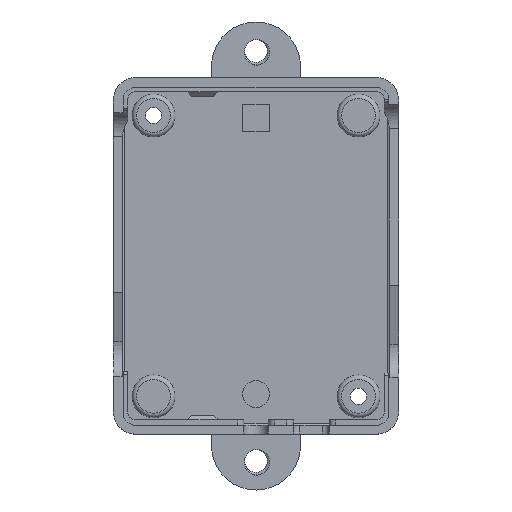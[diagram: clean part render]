
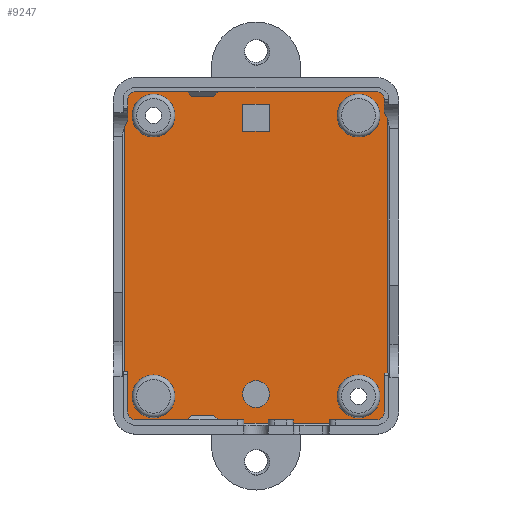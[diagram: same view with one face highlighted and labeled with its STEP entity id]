
A CAD part, top view. The second image highlights one B-rep face of the part: STEP entity #9247.
In plain terms, the highlighted planar face has unit normal (0, 0, 1).
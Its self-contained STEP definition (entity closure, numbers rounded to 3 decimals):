
#68=FACE_BOUND('',#1513,.T.);
#69=FACE_BOUND('',#1514,.T.);
#70=FACE_BOUND('',#1515,.T.);
#71=FACE_BOUND('',#1516,.T.);
#72=FACE_BOUND('',#1517,.T.);
#73=FACE_BOUND('',#1518,.T.);
#493=PLANE('',#9623);
#985=FACE_OUTER_BOUND('',#1512,.T.);
#1512=EDGE_LOOP('',(#8643,#8644,#8645,#8646,#8647,#8648,#8649,#8650));
#1513=EDGE_LOOP('',(#8651,#8652,#8653,#8654));
#1514=EDGE_LOOP('',(#8655));
#1515=EDGE_LOOP('',(#8656));
#1516=EDGE_LOOP('',(#8657));
#1517=EDGE_LOOP('',(#8658));
#1518=EDGE_LOOP('',(#8659));
#1543=CIRCLE('',#9316,3.);
#1577=CIRCLE('',#9443,4.8);
#1582=CIRCLE('',#9451,4.8);
#1588=CIRCLE('',#9460,4.8);
#1594=CIRCLE('',#9469,4.8);
#1657=CIRCLE('',#9624,2.5);
#1658=CIRCLE('',#9625,2.5);
#1659=CIRCLE('',#9626,2.5);
#1660=CIRCLE('',#9627,2.5);
#2297=LINE('',#13214,#2966);
#2301=LINE('',#13222,#2970);
#2304=LINE('',#13228,#2973);
#2307=LINE('',#13233,#2976);
#2689=LINE('',#19851,#3358);
#2696=LINE('',#19879,#3365);
#2914=LINE('',#21303,#3583);
#2915=LINE('',#21308,#3584);
#2966=VECTOR('',#9775,10.);
#2970=VECTOR('',#9781,10.);
#2973=VECTOR('',#9786,10.);
#2976=VECTOR('',#9791,10.);
#3358=VECTOR('',#10347,10.);
#3365=VECTOR('',#10380,10.);
#3583=VECTOR('',#11022,10.);
#3584=VECTOR('',#11027,10.);
#3666=VERTEX_POINT('',#13212);
#3667=VERTEX_POINT('',#13213);
#3670=VERTEX_POINT('',#13221);
#3672=VERTEX_POINT('',#13227);
#3675=VERTEX_POINT('',#13239);
#4292=VERTEX_POINT('',#19848);
#4293=VERTEX_POINT('',#19850);
#4300=VERTEX_POINT('',#19877);
#4301=VERTEX_POINT('',#19878);
#4382=VERTEX_POINT('',#20834);
#4386=VERTEX_POINT('',#20847);
#4391=VERTEX_POINT('',#20862);
#4396=VERTEX_POINT('',#20877);
#4503=VERTEX_POINT('',#21300);
#4504=VERTEX_POINT('',#21302);
#4505=VERTEX_POINT('',#21305);
#4506=VERTEX_POINT('',#21307);
#4606=EDGE_CURVE('',#3666,#3667,#2297,.T.);
#4610=EDGE_CURVE('',#3667,#3670,#2301,.T.);
#4613=EDGE_CURVE('',#3670,#3672,#2304,.T.);
#4616=EDGE_CURVE('',#3672,#3666,#2307,.T.);
#4620=EDGE_CURVE('',#3675,#3675,#1543,.T.);
#5513=EDGE_CURVE('',#4293,#4292,#2689,.T.);
#5526=EDGE_CURVE('',#4300,#4301,#2696,.T.);
#5678=EDGE_CURVE('',#4382,#4382,#1577,.T.);
#5684=EDGE_CURVE('',#4386,#4386,#1582,.T.);
#5691=EDGE_CURVE('',#4391,#4391,#1588,.T.);
#5698=EDGE_CURVE('',#4396,#4396,#1594,.T.);
#5890=EDGE_CURVE('',#4292,#4503,#1657,.T.);
#5891=EDGE_CURVE('',#4503,#4504,#2914,.T.);
#5892=EDGE_CURVE('',#4504,#4300,#1658,.T.);
#5893=EDGE_CURVE('',#4301,#4505,#1659,.T.);
#5894=EDGE_CURVE('',#4505,#4506,#2915,.T.);
#5895=EDGE_CURVE('',#4506,#4293,#1660,.T.);
#8643=ORIENTED_EDGE('',*,*,#5890,.T.);
#8644=ORIENTED_EDGE('',*,*,#5891,.T.);
#8645=ORIENTED_EDGE('',*,*,#5892,.T.);
#8646=ORIENTED_EDGE('',*,*,#5526,.T.);
#8647=ORIENTED_EDGE('',*,*,#5893,.T.);
#8648=ORIENTED_EDGE('',*,*,#5894,.T.);
#8649=ORIENTED_EDGE('',*,*,#5895,.T.);
#8650=ORIENTED_EDGE('',*,*,#5513,.T.);
#8651=ORIENTED_EDGE('',*,*,#4606,.T.);
#8652=ORIENTED_EDGE('',*,*,#4610,.T.);
#8653=ORIENTED_EDGE('',*,*,#4613,.T.);
#8654=ORIENTED_EDGE('',*,*,#4616,.T.);
#8655=ORIENTED_EDGE('',*,*,#4620,.T.);
#8656=ORIENTED_EDGE('',*,*,#5698,.T.);
#8657=ORIENTED_EDGE('',*,*,#5678,.T.);
#8658=ORIENTED_EDGE('',*,*,#5684,.T.);
#8659=ORIENTED_EDGE('',*,*,#5691,.T.);
#9247=ADVANCED_FACE('',(#985,#68,#69,#70,#71,#72,#73),#493,.T.);
#9316=AXIS2_PLACEMENT_3D('',#13241,#9800,#9801);
#9443=AXIS2_PLACEMENT_3D('',#20836,#10531,#10532);
#9451=AXIS2_PLACEMENT_3D('',#20849,#10548,#10549);
#9460=AXIS2_PLACEMENT_3D('',#20864,#10567,#10568);
#9469=AXIS2_PLACEMENT_3D('',#20879,#10586,#10587);
#9623=AXIS2_PLACEMENT_3D('',#21299,#11018,#11019);
#9624=AXIS2_PLACEMENT_3D('',#21301,#11020,#11021);
#9625=AXIS2_PLACEMENT_3D('',#21304,#11023,#11024);
#9626=AXIS2_PLACEMENT_3D('',#21306,#11025,#11026);
#9627=AXIS2_PLACEMENT_3D('',#21309,#11028,#11029);
#9775=DIRECTION('',(-1.,0.,0.));
#9781=DIRECTION('',(0.,1.,0.));
#9786=DIRECTION('',(1.,0.,0.));
#9791=DIRECTION('',(0.,-1.,0.));
#9800=DIRECTION('center_axis',(0.,0.,-1.));
#9801=DIRECTION('ref_axis',(1.,0.,0.));
#10347=DIRECTION('',(-1.,0.,0.));
#10380=DIRECTION('',(1.,0.,0.));
#10531=DIRECTION('center_axis',(0.,0.,-1.));
#10532=DIRECTION('ref_axis',(1.,0.,0.));
#10548=DIRECTION('center_axis',(0.,0.,-1.));
#10549=DIRECTION('ref_axis',(1.,0.,0.));
#10567=DIRECTION('center_axis',(0.,0.,-1.));
#10568=DIRECTION('ref_axis',(1.,0.,0.));
#10586=DIRECTION('center_axis',(0.,0.,-1.));
#10587=DIRECTION('ref_axis',(1.,0.,0.));
#11018=DIRECTION('center_axis',(0.,0.,1.));
#11019=DIRECTION('ref_axis',(1.,0.,0.));
#11020=DIRECTION('center_axis',(0.,0.,1.));
#11021=DIRECTION('ref_axis',(-0.707,0.707,0.));
#11022=DIRECTION('',(0.,-1.,0.));
#11023=DIRECTION('center_axis',(0.,0.,1.));
#11024=DIRECTION('ref_axis',(-0.707,-0.707,0.));
#11025=DIRECTION('center_axis',(0.,0.,1.));
#11026=DIRECTION('ref_axis',(0.707,-0.707,0.));
#11027=DIRECTION('',(0.,1.,0.));
#11028=DIRECTION('center_axis',(0.,0.,1.));
#11029=DIRECTION('ref_axis',(0.707,0.707,0.));
#13212=CARTESIAN_POINT('',(3.,-24.5,2.));
#13213=CARTESIAN_POINT('',(-3.,-24.5,2.));
#13214=CARTESIAN_POINT('',(-1.5,-24.5,2.));
#13221=CARTESIAN_POINT('',(-3.,-18.5,2.));
#13222=CARTESIAN_POINT('',(-3.,-35.5,2.));
#13227=CARTESIAN_POINT('',(3.,-18.5,2.));
#13228=CARTESIAN_POINT('',(1.5,-18.5,2.));
#13233=CARTESIAN_POINT('',(3.,-38.5,2.));
#13239=CARTESIAN_POINT('',(-3.,-83.5,2.));
#13241=CARTESIAN_POINT('Origin',(0.,-83.5,
2.));
#19848=CARTESIAN_POINT('',(-27.,-15.,2.));
#19850=CARTESIAN_POINT('',(27.,-15.,2.));
#19851=CARTESIAN_POINT('',(16.,-15.,2.));
#19877=CARTESIAN_POINT('',(-27.,-90.,2.));
#19878=CARTESIAN_POINT('',(27.,-90.,2.));
#19879=CARTESIAN_POINT('',(-16.,-90.,2.));
#20834=CARTESIAN_POINT('',(-27.8,-84.,2.));
#20836=CARTESIAN_POINT('Origin',(-23.,-84.,2.));
#20847=CARTESIAN_POINT('',(18.2,-84.,2.));
#20849=CARTESIAN_POINT('Origin',(23.,-84.,2.));
#20862=CARTESIAN_POINT('',(-27.8,-21.,2.));
#20864=CARTESIAN_POINT('Origin',(-23.,-21.,2.));
#20877=CARTESIAN_POINT('',(18.2,-21.,2.));
#20879=CARTESIAN_POINT('Origin',(23.,-21.,2.));
#21299=CARTESIAN_POINT('Origin',(0.,-52.5,
2.));
#21300=CARTESIAN_POINT('',(-29.5,-17.5,2.));
#21301=CARTESIAN_POINT('Origin',(-27.,-17.5,2.));
#21302=CARTESIAN_POINT('',(-29.5,-87.5,2.));
#21303=CARTESIAN_POINT('',(-29.5,-32.5,2.));
#21304=CARTESIAN_POINT('Origin',(-27.,-87.5,2.));
#21305=CARTESIAN_POINT('',(29.5,-87.5,2.));
#21306=CARTESIAN_POINT('Origin',(27.,-87.5,2.));
#21307=CARTESIAN_POINT('',(29.5,-17.5,2.));
#21308=CARTESIAN_POINT('',(29.5,-72.5,2.));
#21309=CARTESIAN_POINT('Origin',(27.,-17.5,2.));
